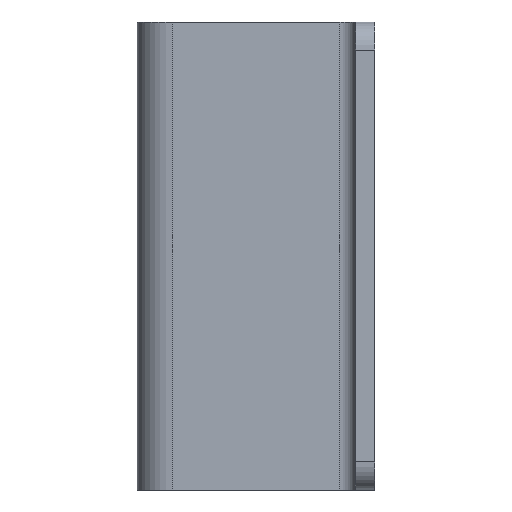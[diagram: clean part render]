
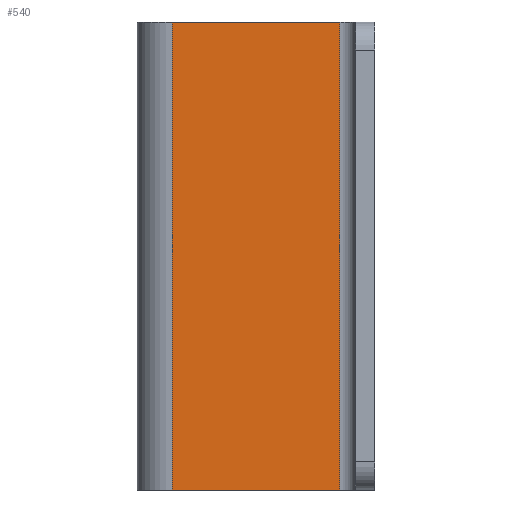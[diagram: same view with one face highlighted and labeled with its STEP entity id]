
A CAD part, front view. The second image highlights one B-rep face of the part: STEP entity #540.
In plain terms, the highlighted planar face has unit normal (0, -1, 0).
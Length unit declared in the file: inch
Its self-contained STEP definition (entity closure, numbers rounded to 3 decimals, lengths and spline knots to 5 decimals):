
#49=DIRECTION('',(0.,0.,1.));
#50=VECTOR('',#49,1.5);
#51=CARTESIAN_POINT('',(0.05,0.,-0.75));
#52=LINE('',#51,#50);
#67=DIRECTION('',(1.,0.,0.));
#68=VECTOR('',#67,0.538);
#69=CARTESIAN_POINT('',(0.05,0.,-0.75));
#70=LINE('',#69,#68);
#71=DIRECTION('',(-1.,0.,0.));
#72=VECTOR('',#71,0.538);
#73=CARTESIAN_POINT('',(0.588,0.,0.75));
#74=LINE('',#73,#72);
#84=DIRECTION('',(0.,0.,1.));
#85=VECTOR('',#84,1.5);
#86=CARTESIAN_POINT('',(0.588,0.,-0.75));
#87=LINE('',#86,#85);
#325=CARTESIAN_POINT('',(0.05,0.,-0.75));
#326=CARTESIAN_POINT('',(0.05,0.,0.75));
#327=VERTEX_POINT('',#325);
#328=VERTEX_POINT('',#326);
#345=CARTESIAN_POINT('',(0.588,0.,-0.75));
#346=VERTEX_POINT('',#345);
#347=CARTESIAN_POINT('',(0.588,0.,0.75));
#348=VERTEX_POINT('',#347);
#526=CARTESIAN_POINT('',(-0.062,0.,0.75));
#527=DIRECTION('',(0.,1.,0.));
#528=DIRECTION('',(0.,0.,1.));
#529=AXIS2_PLACEMENT_3D('',#526,#527,#528);
#530=PLANE('',#529);
#532=ORIENTED_EDGE('',*,*,#531,.F.);
#534=ORIENTED_EDGE('',*,*,#533,.F.);
#535=ORIENTED_EDGE('',*,*,#516,.T.);
#537=ORIENTED_EDGE('',*,*,#536,.F.);
#538=EDGE_LOOP('',(#532,#534,#535,#537));
#539=FACE_OUTER_BOUND('',#538,.F.);
#540=ADVANCED_FACE('',(#539),#530,.F.);
#516=EDGE_CURVE('',#327,#328,#52,.T.);
#531=EDGE_CURVE('',#346,#348,#87,.T.);
#533=EDGE_CURVE('',#327,#346,#70,.T.);
#536=EDGE_CURVE('',#348,#328,#74,.T.);
